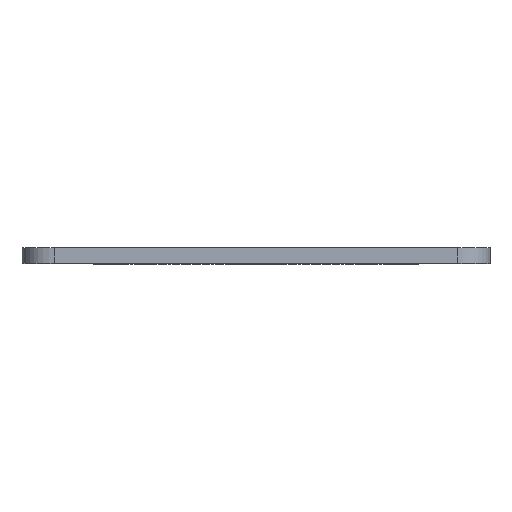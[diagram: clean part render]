
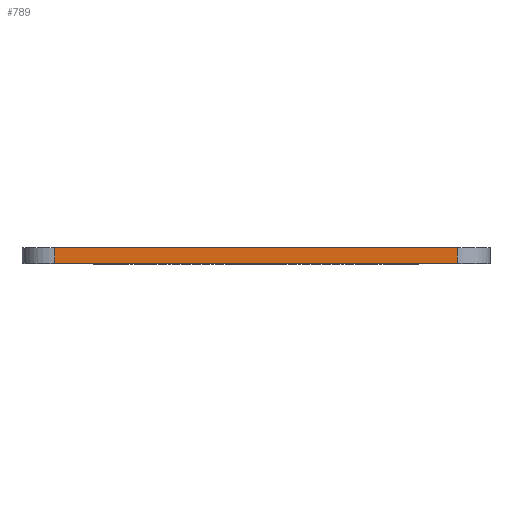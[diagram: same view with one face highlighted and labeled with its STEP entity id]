
A CAD part, top view. The second image highlights one B-rep face of the part: STEP entity #789.
In plain terms, the highlighted planar face has unit normal (0, 0, 1).
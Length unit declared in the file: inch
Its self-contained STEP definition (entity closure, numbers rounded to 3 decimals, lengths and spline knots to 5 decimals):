
#33=PLANE('',#898);
#63=FACE_OUTER_BOUND('',#108,.T.);
#108=EDGE_LOOP('',(#680,#681,#682,#683));
#132=LINE('',#1194,#203);
#171=LINE('',#1328,#242);
#175=LINE('',#1357,#246);
#179=LINE('',#1363,#250);
#203=VECTOR('',#942,0.3937);
#242=VECTOR('',#1071,0.3937);
#246=VECTOR('',#1099,0.3937);
#250=VECTOR('',#1107,0.3937);
#324=VERTEX_POINT('',#1191);
#325=VERTEX_POINT('',#1193);
#374=VERTEX_POINT('',#1325);
#375=VERTEX_POINT('',#1327);
#404=EDGE_CURVE('',#324,#325,#132,.T.);
#472=EDGE_CURVE('',#374,#375,#171,.T.);
#487=EDGE_CURVE('',#325,#374,#175,.T.);
#491=EDGE_CURVE('',#375,#324,#179,.T.);
#680=ORIENTED_EDGE('',*,*,#487,.F.);
#681=ORIENTED_EDGE('',*,*,#404,.F.);
#682=ORIENTED_EDGE('',*,*,#491,.F.);
#683=ORIENTED_EDGE('',*,*,#472,.F.);
#789=ADVANCED_FACE('',(#63),#33,.T.);
#898=AXIS2_PLACEMENT_3D('',#1371,#1119,#1120);
#942=DIRECTION('',(-1.,0.,0.));
#1071=DIRECTION('',(1.,0.,0.));
#1099=DIRECTION('',(0.,1.,0.));
#1107=DIRECTION('',(0.,-1.,0.));
#1119=DIRECTION('center_axis',(0.,0.,1.));
#1120=DIRECTION('ref_axis',(-1.,0.,0.));
#1191=CARTESIAN_POINT('',(0.775,0.,2.7435));
#1193=CARTESIAN_POINT('',(-0.775,0.,2.7435));
#1194=CARTESIAN_POINT('',(0.45,0.,2.7435));
#1325=CARTESIAN_POINT('',(-0.775,0.06,2.7435));
#1327=CARTESIAN_POINT('',(0.775,0.06,2.7435));
#1328=CARTESIAN_POINT('',(-0.9,0.06,2.7435));
#1357=CARTESIAN_POINT('',(-0.775,0.06,2.7435));
#1363=CARTESIAN_POINT('',(0.775,0.06,2.7435));
#1371=CARTESIAN_POINT('Origin',(0.9,0.06,2.7435));
